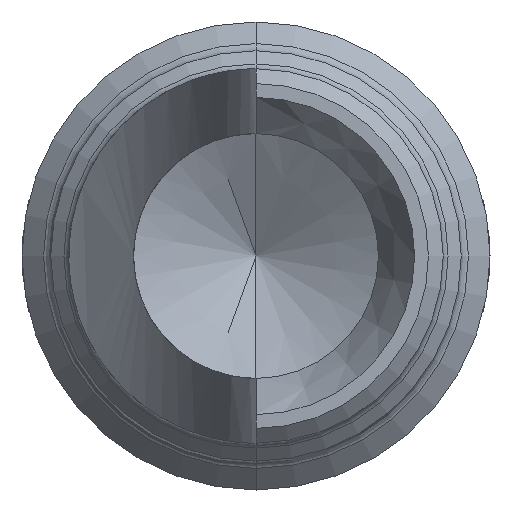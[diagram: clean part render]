
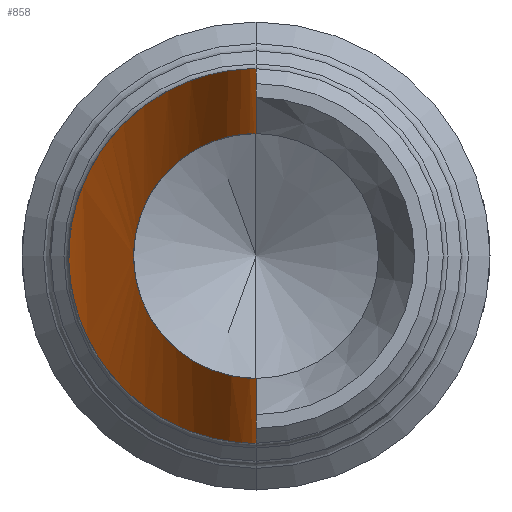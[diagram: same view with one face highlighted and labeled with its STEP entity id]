
A CAD part, front view. The second image highlights one B-rep face of the part: STEP entity #858.
In plain terms, the highlighted cylindrical face has radius 1.6 mm (diameter 3.2 mm), a partial arc.
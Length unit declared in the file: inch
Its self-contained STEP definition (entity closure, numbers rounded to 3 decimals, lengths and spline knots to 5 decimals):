
#6 = VERTEX_POINT ( 'NONE', #767 ) ;
#273 = VERTEX_POINT ( 'NONE', #1269 ) ;
#297 = EDGE_CURVE ( 'NONE', #273, #6, #1390, .T. ) ;
#306 = VERTEX_POINT ( 'NONE', #1436 ) ;
#311 = VERTEX_POINT ( 'NONE', #1430 ) ;
#323 = EDGE_CURVE ( 'NONE', #306, #311, #1535, .T. ) ;
#652 = ORIENTED_EDGE ( 'NONE', *, *, #836, .T. ) ;
#767 = CARTESIAN_POINT ( 'NONE',  ( 0., -0.33505, 0.017 ) ) ;
#834 = EDGE_LOOP ( 'NONE', ( #856, #850, #859, #652 ) ) ;
#836 = EDGE_CURVE ( 'NONE', #6, #306, #1972, .T. ) ;
#850 = ORIENTED_EDGE ( 'NONE', *, *, #855, .T. ) ;
#855 = EDGE_CURVE ( 'NONE', #311, #273, #2012, .T. ) ;
#856 = ORIENTED_EDGE ( 'NONE', *, *, #323, .T. ) ;
#858 = ADVANCED_FACE ( 'NONE', ( #1962 ), #1961, .F. ) ;
#859 = ORIENTED_EDGE ( 'NONE', *, *, #297, .T. ) ;
#1269 = CARTESIAN_POINT ( 'NONE',  ( 0., -0.33505, -0.017 ) ) ;
#1390 = B_SPLINE_CURVE_WITH_KNOTS ( 'NONE', 3,
 ( #1496, #1495, #1494, #1493, #1492, #1491, #1490, #1489, #1488, #1487, #1486, #1485, #1484, #1483, #1482, #1481, #1480, #1479, #1478, #1477, #1476, #1475, #1474, #1473 ),
 .UNSPECIFIED., .F., .F.,
 ( 4, 2, 2, 2, 2, 2, 2, 2, 2, 2, 2, 4 ),
 ( 0., 0.00035, 0.0007, 0.00105, 0.00122, 0.0014, 0.00157, 0.00175, 0.00192, 0.0021, 0.00244, 0.00279 ),
 .UNSPECIFIED. ) ;
#1430 = CARTESIAN_POINT ( 'NONE',  ( 0., -0.33505, -0.026 ) ) ;
#1436 = CARTESIAN_POINT ( 'NONE',  ( 0., -0.33505, 0.026 ) ) ;
#1473 = CARTESIAN_POINT ( 'NONE',  ( 0., -0.33505, 0.017 ) ) ;
#1474 = CARTESIAN_POINT ( 'NONE',  ( 0., -0.33043, 0.017 ) ) ;
#1475 = CARTESIAN_POINT ( 'NONE',  ( -0.00051, -0.3258, 0.01702 ) ) ;
#1476 = CARTESIAN_POINT ( 'NONE',  ( -0.00251, -0.31687, 0.01684 ) ) ;
#1477 = CARTESIAN_POINT ( 'NONE',  ( -0.004, -0.3125, 0.01665 ) ) ;
#1478 = CARTESIAN_POINT ( 'NONE',  ( -0.00689, -0.30631, 0.01557 ) ) ;
#1479 = CARTESIAN_POINT ( 'NONE',  ( -0.00795, -0.30433, 0.01508 ) ) ;
#1480 = CARTESIAN_POINT ( 'NONE',  ( -0.01022, -0.30058, 0.01365 ) ) ;
#1481 = CARTESIAN_POINT ( 'NONE',  ( -0.01143, -0.29881, 0.0127 ) ) ;
#1482 = CARTESIAN_POINT ( 'NONE',  ( -0.01374, -0.29573, 0.01016 ) ) ;
#1483 = CARTESIAN_POINT ( 'NONE',  ( -0.01485, -0.2944, 0.00854 ) ) ;
#1484 = CARTESIAN_POINT ( 'NONE',  ( -0.0165, -0.29252, 0.0046 ) ) ;
#1485 = CARTESIAN_POINT ( 'NONE',  ( -0.017, -0.292, 0.00232 ) ) ;
#1486 = CARTESIAN_POINT ( 'NONE',  ( -0.017, -0.292, -0.00232 ) ) ;
#1487 = CARTESIAN_POINT ( 'NONE',  ( -0.0165, -0.29253, -0.00462 ) ) ;
#1488 = CARTESIAN_POINT ( 'NONE',  ( -0.01486, -0.29439, -0.00852 ) ) ;
#1489 = CARTESIAN_POINT ( 'NONE',  ( -0.01375, -0.29572, -0.01015 ) ) ;
#1490 = CARTESIAN_POINT ( 'NONE',  ( -0.01029, -0.30033, -0.01396 ) ) ;
#1491 = CARTESIAN_POINT ( 'NONE',  ( -0.00785, -0.30426, -0.01522 ) ) ;
#1492 = CARTESIAN_POINT ( 'NONE',  ( -0.004, -0.3125, -0.01665 ) ) ;
#1493 = CARTESIAN_POINT ( 'NONE',  ( -0.0025, -0.31689, -0.01685 ) ) ;
#1494 = CARTESIAN_POINT ( 'NONE',  ( -0.0005, -0.32587, -0.01702 ) ) ;
#1495 = CARTESIAN_POINT ( 'NONE',  ( 0., -0.33042, -0.017 ) ) ;
#1496 = CARTESIAN_POINT ( 'NONE',  ( 0., -0.33505, -0.017 ) ) ;
#1503 = CARTESIAN_POINT ( 'NONE',  ( 0., -0.33505, -0.026 ) ) ;
#1504 = CARTESIAN_POINT ( 'NONE',  ( 0., -0.32898, -0.026 ) ) ;
#1505 = CARTESIAN_POINT ( 'NONE',  ( -0.00088, -0.32295, -0.02604 ) ) ;
#1506 = CARTESIAN_POINT ( 'NONE',  ( -0.00428, -0.31145, -0.0257 ) ) ;
#1507 = CARTESIAN_POINT ( 'NONE',  ( -0.00686, -0.30587, -0.02532 ) ) ;
#1508 = CARTESIAN_POINT ( 'NONE',  ( -0.01163, -0.29846, -0.02332 ) ) ;
#1509 = CARTESIAN_POINT ( 'NONE',  ( -0.0134, -0.29611, -0.02239 ) ) ;
#1510 = CARTESIAN_POINT ( 'NONE',  ( -0.01695, -0.29197, -0.01984 ) ) ;
#1511 = CARTESIAN_POINT ( 'NONE',  ( -0.01878, -0.29012, -0.01817 ) ) ;
#1512 = CARTESIAN_POINT ( 'NONE',  ( -0.02204, -0.28713, -0.01404 ) ) ;
#1513 = CARTESIAN_POINT ( 'NONE',  ( -0.02348, -0.28597, -0.01154 ) ) ;
#1514 = CARTESIAN_POINT ( 'NONE',  ( -0.02546, -0.28444, -0.00602 ) ) ;
#1515 = CARTESIAN_POINT ( 'NONE',  ( -0.02601, -0.28405, -0.003 ) ) ;
#1516 = CARTESIAN_POINT ( 'NONE',  ( -0.02599, -0.28407, 0.00619 ) ) ;
#1517 = CARTESIAN_POINT ( 'NONE',  ( -0.02364, -0.28566, 0.01204 ) ) ;
#1518 = CARTESIAN_POINT ( 'NONE',  ( -0.01874, -0.29016, 0.01822 ) ) ;
#1519 = CARTESIAN_POINT ( 'NONE',  ( -0.01691, -0.29201, 0.01987 ) ) ;
#1520 = CARTESIAN_POINT ( 'NONE',  ( -0.01335, -0.29618, 0.02242 ) ) ;
#1528 = CARTESIAN_POINT ( 'NONE',  ( -0.01161, -0.29849, 0.02333 ) ) ;
#1529 = CARTESIAN_POINT ( 'NONE',  ( -0.0068, -0.30597, 0.02533 ) ) ;
#1530 = CARTESIAN_POINT ( 'NONE',  ( -0.00426, -0.31149, 0.02571 ) ) ;
#1531 = CARTESIAN_POINT ( 'NONE',  ( -0.00086, -0.32305, 0.02604 ) ) ;
#1532 = CARTESIAN_POINT ( 'NONE',  ( 0., -0.32898, 0.026 ) ) ;
#1533 = CARTESIAN_POINT ( 'NONE',  ( 0., -0.33505, 0.026 ) ) ;
#1535 = B_SPLINE_CURVE_WITH_KNOTS ( 'NONE', 3,
 ( #1533, #1532, #1531, #1530, #1529, #1528, #1520, #1519, #1518, #1517, #1516, #1515, #1514, #1513, #1512, #1511, #1510, #1509, #1508, #1507, #1506, #1505, #1504, #1503 ),
 .UNSPECIFIED., .F., .F.,
 ( 4, 2, 2, 2, 2, 2, 2, 2, 2, 2, 2, 4 ),
 ( 0., 0.00046, 0.00091, 0.00114, 0.00137, 0.00182, 0.00205, 0.00228, 0.00251, 0.00274, 0.00319, 0.00365 ),
 .UNSPECIFIED. ) ;
#1954 = DIRECTION ( 'NONE',  ( 1., 0., 0. ) ) ;
#1956 = DIRECTION ( 'NONE',  ( 0., 0., 1. ) ) ;
#1957 = VECTOR ( 'NONE', #1956, 39.37008 ) ;
#1958 = AXIS2_PLACEMENT_3D ( 'NONE', #1964, #1967, #1954 ) ;
#1961 = CYLINDRICAL_SURFACE ( 'NONE', #1958, 0.063 ) ;
#1962 = FACE_OUTER_BOUND ( 'NONE', #834, .T. ) ;
#1963 = CARTESIAN_POINT ( 'NONE',  ( 0., -0.33505, -0.0325 ) ) ;
#1964 = CARTESIAN_POINT ( 'NONE',  ( -0.063, -0.33505, -0.0325 ) ) ;
#1967 = DIRECTION ( 'NONE',  ( 0., 0., 1. ) ) ;
#1969 = DIRECTION ( 'NONE',  ( 0., 0., 1. ) ) ;
#1970 = VECTOR ( 'NONE', #1969, 39.37008 ) ;
#1971 = CARTESIAN_POINT ( 'NONE',  ( 0., -0.33505, -0.0325 ) ) ;
#1972 = LINE ( 'NONE', #1971, #1970 ) ;
#2012 = LINE ( 'NONE', #1963, #1957 ) ;
